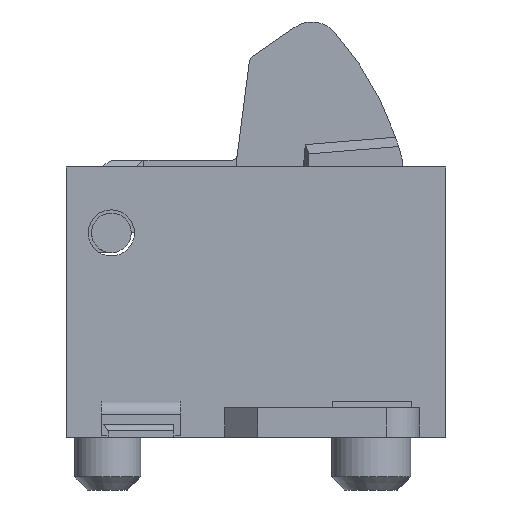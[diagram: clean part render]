
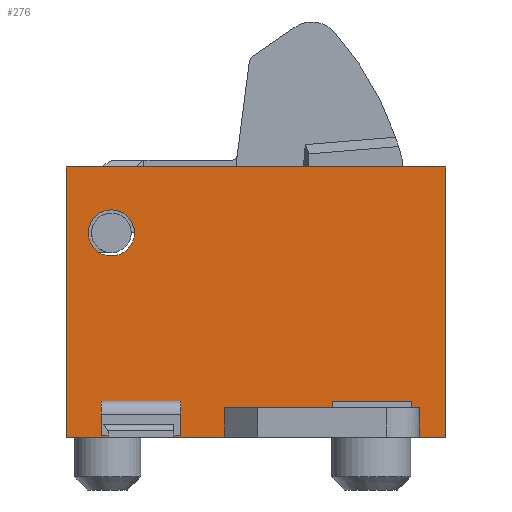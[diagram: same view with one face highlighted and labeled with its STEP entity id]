
A CAD part, front view. The second image highlights one B-rep face of the part: STEP entity #276.
In plain terms, the highlighted planar face has unit normal (0, -1, 0).
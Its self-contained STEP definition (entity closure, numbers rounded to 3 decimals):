
#72 = VERTEX_POINT('',#73);
#73 = CARTESIAN_POINT('',(-0.475,-1.,0.));
#79 = EDGE_CURVE('',#80,#72,#82,.T.);
#80 = VERTEX_POINT('',#81);
#81 = CARTESIAN_POINT('',(-2.875,-1.,0.));
#82 = LINE('',#83,#84);
#83 = CARTESIAN_POINT('',(-2.875,-1.,0.));
#84 = VECTOR('',#85,1.);
#85 = DIRECTION('',(1.,0.,0.));
#137 = VERTEX_POINT('',#138);
#138 = CARTESIAN_POINT('',(2.875,-1.,0.));
#144 = EDGE_CURVE('',#145,#137,#147,.T.);
#145 = VERTEX_POINT('',#146);
#146 = CARTESIAN_POINT('',(2.475,-1.,0.));
#147 = LINE('',#148,#149);
#148 = CARTESIAN_POINT('',(-2.875,-1.,0.));
#149 = VECTOR('',#150,1.);
#150 = DIRECTION('',(1.,0.,0.));
#257 = VERTEX_POINT('',#258);
#258 = CARTESIAN_POINT('',(-0.475,-1.,0.45));
#264 = EDGE_CURVE('',#257,#72,#265,.T.);
#265 = LINE('',#266,#267);
#266 = CARTESIAN_POINT('',(-0.475,-1.,0.45));
#267 = VECTOR('',#268,1.);
#268 = DIRECTION('',(0.,0.,-1.));
#276 = ADVANCED_FACE('',(#277,#350,#361),#395,.F.);
#277 = FACE_BOUND('',#278,.F.);
#278 = EDGE_LOOP('',(#279,#287,#288,#289,#297,#305,#311,#312,#320,#328,
    #336,#344));
#279 = ORIENTED_EDGE('',*,*,#280,.T.);
#280 = EDGE_CURVE('',#281,#257,#283,.T.);
#281 = VERTEX_POINT('',#282);
#282 = CARTESIAN_POINT('',(1.155,-1.,0.45));
#283 = LINE('',#284,#285);
#284 = CARTESIAN_POINT('',(2.475,-1.,0.45));
#285 = VECTOR('',#286,1.);
#286 = DIRECTION('',(-1.,0.,0.));
#287 = ORIENTED_EDGE('',*,*,#264,.T.);
#288 = ORIENTED_EDGE('',*,*,#79,.F.);
#289 = ORIENTED_EDGE('',*,*,#290,.F.);
#290 = EDGE_CURVE('',#291,#80,#293,.T.);
#291 = VERTEX_POINT('',#292);
#292 = CARTESIAN_POINT('',(-2.875,-1.,4.1));
#293 = LINE('',#294,#295);
#294 = CARTESIAN_POINT('',(-2.875,-1.,4.1));
#295 = VECTOR('',#296,1.);
#296 = DIRECTION('',(0.,0.,-1.));
#297 = ORIENTED_EDGE('',*,*,#298,.T.);
#298 = EDGE_CURVE('',#291,#299,#301,.T.);
#299 = VERTEX_POINT('',#300);
#300 = CARTESIAN_POINT('',(2.875,-1.,4.1));
#301 = LINE('',#302,#303);
#302 = CARTESIAN_POINT('',(-2.875,-1.,4.1));
#303 = VECTOR('',#304,1.);
#304 = DIRECTION('',(1.,0.,0.));
#305 = ORIENTED_EDGE('',*,*,#306,.T.);
#306 = EDGE_CURVE('',#299,#137,#307,.T.);
#307 = LINE('',#308,#309);
#308 = CARTESIAN_POINT('',(2.875,-1.,4.1));
#309 = VECTOR('',#310,1.);
#310 = DIRECTION('',(0.,0.,-1.));
#311 = ORIENTED_EDGE('',*,*,#144,.F.);
#312 = ORIENTED_EDGE('',*,*,#313,.T.);
#313 = EDGE_CURVE('',#145,#314,#316,.T.);
#314 = VERTEX_POINT('',#315);
#315 = CARTESIAN_POINT('',(2.475,-1.,0.45));
#316 = LINE('',#317,#318);
#317 = CARTESIAN_POINT('',(2.475,-1.,0.));
#318 = VECTOR('',#319,1.);
#319 = DIRECTION('',(0.,0.,1.));
#320 = ORIENTED_EDGE('',*,*,#321,.T.);
#321 = EDGE_CURVE('',#314,#322,#324,.T.);
#322 = VERTEX_POINT('',#323);
#323 = CARTESIAN_POINT('',(2.355,-1.,0.45));
#324 = LINE('',#325,#326);
#325 = CARTESIAN_POINT('',(2.475,-1.,0.45));
#326 = VECTOR('',#327,1.);
#327 = DIRECTION('',(-1.,0.,0.));
#328 = ORIENTED_EDGE('',*,*,#329,.T.);
#329 = EDGE_CURVE('',#322,#330,#332,.T.);
#330 = VERTEX_POINT('',#331);
#331 = CARTESIAN_POINT('',(2.355,-1.,0.55));
#332 = LINE('',#333,#334);
#333 = CARTESIAN_POINT('',(2.355,-1.,0.45));
#334 = VECTOR('',#335,1.);
#335 = DIRECTION('',(0.,0.,1.));
#336 = ORIENTED_EDGE('',*,*,#337,.T.);
#337 = EDGE_CURVE('',#330,#338,#340,.T.);
#338 = VERTEX_POINT('',#339);
#339 = CARTESIAN_POINT('',(1.155,-1.,0.55));
#340 = LINE('',#341,#342);
#341 = CARTESIAN_POINT('',(2.355,-1.,0.55));
#342 = VECTOR('',#343,1.);
#343 = DIRECTION('',(-1.,0.,0.));
#344 = ORIENTED_EDGE('',*,*,#345,.F.);
#345 = EDGE_CURVE('',#281,#338,#346,.T.);
#346 = LINE('',#347,#348);
#347 = CARTESIAN_POINT('',(1.155,-1.,0.45));
#348 = VECTOR('',#349,1.);
#349 = DIRECTION('',(0.,0.,1.));
#350 = FACE_BOUND('',#351,.F.);
#351 = EDGE_LOOP('',(#352));
#352 = ORIENTED_EDGE('',*,*,#353,.F.);
#353 = EDGE_CURVE('',#354,#354,#356,.T.);
#354 = VERTEX_POINT('',#355);
#355 = CARTESIAN_POINT('',(-2.545,-1.,3.1));
#356 = CIRCLE('',#357,0.35);
#357 = AXIS2_PLACEMENT_3D('',#358,#359,#360);
#358 = CARTESIAN_POINT('',(-2.195,-1.,3.1));
#359 = DIRECTION('',(0.,1.,0.));
#360 = DIRECTION('',(-1.,0.,0.));
#361 = FACE_BOUND('',#362,.F.);
#362 = EDGE_LOOP('',(#363,#373,#381,#389));
#363 = ORIENTED_EDGE('',*,*,#364,.F.);
#364 = EDGE_CURVE('',#365,#367,#369,.T.);
#365 = VERTEX_POINT('',#366);
#366 = CARTESIAN_POINT('',(-2.345,-1.,0.45));
#367 = VERTEX_POINT('',#368);
#368 = CARTESIAN_POINT('',(-2.345,-1.,0.55));
#369 = LINE('',#370,#371);
#370 = CARTESIAN_POINT('',(-2.345,-1.,0.45));
#371 = VECTOR('',#372,1.);
#372 = DIRECTION('',(0.,0.,1.));
#373 = ORIENTED_EDGE('',*,*,#374,.F.);
#374 = EDGE_CURVE('',#375,#365,#377,.T.);
#375 = VERTEX_POINT('',#376);
#376 = CARTESIAN_POINT('',(-1.145,-1.,0.45));
#377 = LINE('',#378,#379);
#378 = CARTESIAN_POINT('',(-1.145,-1.,0.45));
#379 = VECTOR('',#380,1.);
#380 = DIRECTION('',(-1.,0.,0.));
#381 = ORIENTED_EDGE('',*,*,#382,.T.);
#382 = EDGE_CURVE('',#375,#383,#385,.T.);
#383 = VERTEX_POINT('',#384);
#384 = CARTESIAN_POINT('',(-1.145,-1.,0.55));
#385 = LINE('',#386,#387);
#386 = CARTESIAN_POINT('',(-1.145,-1.,0.45));
#387 = VECTOR('',#388,1.);
#388 = DIRECTION('',(0.,0.,1.));
#389 = ORIENTED_EDGE('',*,*,#390,.T.);
#390 = EDGE_CURVE('',#383,#367,#391,.T.);
#391 = LINE('',#392,#393);
#392 = CARTESIAN_POINT('',(-1.145,-1.,0.55));
#393 = VECTOR('',#394,1.);
#394 = DIRECTION('',(-1.,0.,0.));
#395 = PLANE('',#396);
#396 = AXIS2_PLACEMENT_3D('',#397,#398,#399);
#397 = CARTESIAN_POINT('',(-2.875,-1.,4.1));
#398 = DIRECTION('',(0.,1.,0.));
#399 = DIRECTION('',(-1.,0.,0.));
